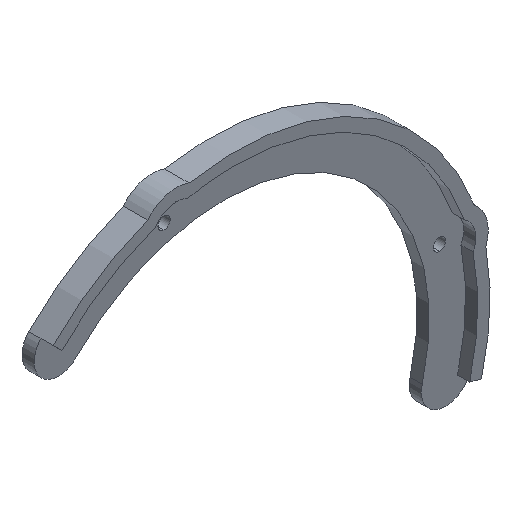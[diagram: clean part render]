
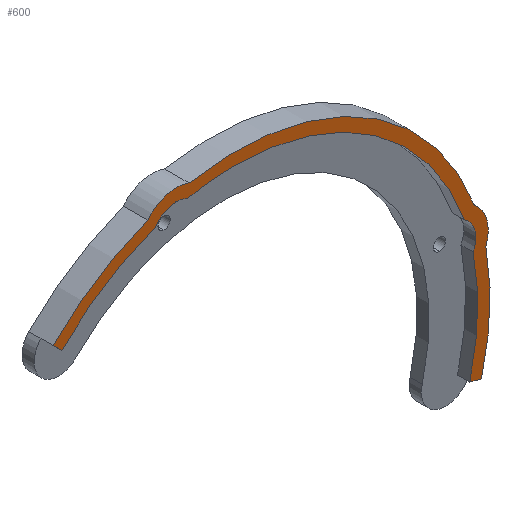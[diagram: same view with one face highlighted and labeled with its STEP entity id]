
A CAD part, isometric view. The second image highlights one B-rep face of the part: STEP entity #600.
In plain terms, the highlighted planar face has unit normal (0, -1, 0).
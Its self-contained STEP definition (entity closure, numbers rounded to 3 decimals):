
#6 = EDGE_CURVE ( 'NONE', #235, #89, #489, .T. ) ;
#13 = CIRCLE ( 'NONE', #105, 4. ) ;
#14 = EDGE_CURVE ( 'NONE', #494, #767, #108, .T. ) ;
#21 = DIRECTION ( 'NONE',  ( 0., -1., 0. ) ) ;
#23 = ORIENTED_EDGE ( 'NONE', *, *, #562, .F. ) ;
#29 = ORIENTED_EDGE ( 'NONE', *, *, #794, .F. ) ;
#34 = ORIENTED_EDGE ( 'NONE', *, *, #864, .F. ) ;
#37 = DIRECTION ( 'NONE',  ( 1., 0., 0. ) ) ;
#41 = DIRECTION ( 'NONE',  ( 0., -1., 0. ) ) ;
#44 = PLANE ( 'NONE',  #244 ) ;
#49 = CARTESIAN_POINT ( 'NONE',  ( 35.165, -0.5, 76.911 ) ) ;
#54 = CARTESIAN_POINT ( 'NONE',  ( 85.064, -0.5, 47.529 ) ) ;
#63 = CARTESIAN_POINT ( 'NONE',  ( 49.639, -0.5, 37.75 ) ) ;
#71 = ORIENTED_EDGE ( 'NONE', *, *, #588, .F. ) ;
#73 = EDGE_CURVE ( 'NONE', #599, #494, #220, .T. ) ;
#74 = DIRECTION ( 'NONE',  ( 0., -1., 0. ) ) ;
#75 = DIRECTION ( 'NONE',  ( 0., -1., 0. ) ) ;
#83 = CIRCLE ( 'NONE', #509, 6. ) ;
#84 = AXIS2_PLACEMENT_3D ( 'NONE', #63, #543, #271 ) ;
#89 = VERTEX_POINT ( 'NONE', #802 ) ;
#92 = CARTESIAN_POINT ( 'NONE',  ( 89.966, -0.5, 26.944 ) ) ;
#105 = AXIS2_PLACEMENT_3D ( 'NONE', #345, #159, #283 ) ;
#108 = CIRCLE ( 'NONE', #303, 39.75 ) ;
#109 = CARTESIAN_POINT ( 'NONE',  ( 39.86, -0.5, 77.175 ) ) ;
#112 = CARTESIAN_POINT ( 'NONE',  ( 39.86, -0.5, 73.175 ) ) ;
#116 = VERTEX_POINT ( 'NONE', #234 ) ;
#118 = DIRECTION ( 'NONE',  ( 0., -1., 0. ) ) ;
#141 = LINE ( 'NONE', #550, #487 ) ;
#146 = CARTESIAN_POINT ( 'NONE',  ( 36.436, -0.5, 75.243 ) ) ;
#159 = DIRECTION ( 'NONE',  ( 0., -1., 0. ) ) ;
#182 = DIRECTION ( 'NONE',  ( 0., -1., 0. ) ) ;
#183 = ORIENTED_EDGE ( 'NONE', *, *, #227, .T. ) ;
#186 = CARTESIAN_POINT ( 'NONE',  ( 49.639, -0.5, 37.75 ) ) ;
#207 = DIRECTION ( 'NONE',  ( 0., 0., -1. ) ) ;
#220 = CIRCLE ( 'NONE', #532, 4. ) ;
#227 = EDGE_CURVE ( 'NONE', #759, #408, #867, .T. ) ;
#234 = CARTESIAN_POINT ( 'NONE',  ( 89.966, -0.5, 26.944 ) ) ;
#235 = VERTEX_POINT ( 'NONE', #618 ) ;
#244 = AXIS2_PLACEMENT_3D ( 'NONE', #793, #377, #393 ) ;
#255 = ORIENTED_EDGE ( 'NONE', *, *, #693, .T. ) ;
#260 = CIRCLE ( 'NONE', #510, 41.75 ) ;
#262 = CARTESIAN_POINT ( 'NONE',  ( 88.799, -0.5, 52.224 ) ) ;
#271 = DIRECTION ( 'NONE',  ( 0., 0., -1. ) ) ;
#276 = AXIS2_PLACEMENT_3D ( 'NONE', #798, #182, #450 ) ;
#277 = DIRECTION ( 'NONE',  ( 0., -1., 0. ) ) ;
#283 = DIRECTION ( 'NONE',  ( 1., 0., 0. ) ) ;
#291 = CIRCLE ( 'NONE', #84, 41.75 ) ;
#298 = VERTEX_POINT ( 'NONE', #49 ) ;
#302 = DIRECTION ( 'NONE',  ( 1., 0., 0. ) ) ;
#303 = AXIS2_PLACEMENT_3D ( 'NONE', #186, #514, #302 ) ;
#314 = EDGE_CURVE ( 'NONE', #659, #235, #403, .T. ) ;
#320 = CARTESIAN_POINT ( 'NONE',  ( 88.034, -0.5, 27.462 ) ) ;
#338 = CARTESIAN_POINT ( 'NONE',  ( 39.86, -0.5, 73.175 ) ) ;
#345 = CARTESIAN_POINT ( 'NONE',  ( 39.86, -0.5, 73.175 ) ) ;
#358 = ORIENTED_EDGE ( 'NONE', *, *, #314, .F. ) ;
#360 = DIRECTION ( 'NONE',  ( -0.966, 0., 0.259 ) ) ;
#377 = DIRECTION ( 'NONE',  ( 0., -1., 0. ) ) ;
#393 = DIRECTION ( 'NONE',  ( 1., 0., 0. ) ) ;
#403 = CIRCLE ( 'NONE', #276, 39.75 ) ;
#408 = VERTEX_POINT ( 'NONE', #761 ) ;
#411 = CARTESIAN_POINT ( 'NONE',  ( 41.738, -0.5, 76.707 ) ) ;
#417 = LINE ( 'NONE', #92, #495 ) ;
#435 = EDGE_CURVE ( 'NONE', #408, #298, #83, .T. ) ;
#438 = CARTESIAN_POINT ( 'NONE',  ( 49.639, -0.5, 37.75 ) ) ;
#443 = CARTESIAN_POINT ( 'NONE',  ( 85.064, -0.5, 47.529 ) ) ;
#450 = DIRECTION ( 'NONE',  ( 1., 0., 0. ) ) ;
#452 = VERTEX_POINT ( 'NONE', #552 ) ;
#456 = CARTESIAN_POINT ( 'NONE',  ( 49.639, -0.5, 37.75 ) ) ;
#459 = DIRECTION ( 'NONE',  ( 0., 0., -1. ) ) ;
#471 = AXIS2_PLACEMENT_3D ( 'NONE', #625, #277, #676 ) ;
#472 = VERTEX_POINT ( 'NONE', #411 ) ;
#473 = DIRECTION ( 'NONE',  ( -0.718, 0., 0.696 ) ) ;
#487 = VECTOR ( 'NONE', #473, 1000. ) ;
#489 = CIRCLE ( 'NONE', #753, 4. ) ;
#494 = VERTEX_POINT ( 'NONE', #146 ) ;
#495 = VECTOR ( 'NONE', #360, 1000. ) ;
#496 = CARTESIAN_POINT ( 'NONE',  ( 49.639, -0.5, 37.75 ) ) ;
#499 = CARTESIAN_POINT ( 'NONE',  ( 19.675, -0.5, 66.823 ) ) ;
#509 = AXIS2_PLACEMENT_3D ( 'NONE', #338, #74, #207 ) ;
#510 = AXIS2_PLACEMENT_3D ( 'NONE', #438, #721, #516 ) ;
#514 = DIRECTION ( 'NONE',  ( 0., -1., 0. ) ) ;
#516 = DIRECTION ( 'NONE',  ( 0., 0., -1. ) ) ;
#532 = AXIS2_PLACEMENT_3D ( 'NONE', #112, #732, #577 ) ;
#533 = CARTESIAN_POINT ( 'NONE',  ( 21.111, -0.5, 65.431 ) ) ;
#543 = DIRECTION ( 'NONE',  ( 0., -1., 0. ) ) ;
#550 = CARTESIAN_POINT ( 'NONE',  ( 21.111, -0.5, 65.431 ) ) ;
#552 = CARTESIAN_POINT ( 'NONE',  ( 90.679, -0.5, 45.415 ) ) ;
#553 = ORIENTED_EDGE ( 'NONE', *, *, #770, .F. ) ;
#562 = EDGE_CURVE ( 'NONE', #116, #659, #417, .T. ) ;
#568 = ORIENTED_EDGE ( 'NONE', *, *, #73, .F. ) ;
#575 = FACE_OUTER_BOUND ( 'NONE', #748, .T. ) ;
#577 = DIRECTION ( 'NONE',  ( 1., 0., 0. ) ) ;
#583 = AXIS2_PLACEMENT_3D ( 'NONE', #456, #75, #459 ) ;
#588 = EDGE_CURVE ( 'NONE', #89, #663, #766, .T. ) ;
#591 = CARTESIAN_POINT ( 'NONE',  ( 49.639, -0.5, 77.5 ) ) ;
#599 = VERTEX_POINT ( 'NONE', #109 ) ;
#600 = ADVANCED_FACE ( 'NONE', ( #575 ), #44, .T. ) ;
#614 = VERTEX_POINT ( 'NONE', #499 ) ;
#618 = CARTESIAN_POINT ( 'NONE',  ( 88.596, -0.5, 45.651 ) ) ;
#625 = CARTESIAN_POINT ( 'NONE',  ( 49.639, -0.5, 37.75 ) ) ;
#637 = CIRCLE ( 'NONE', #698, 6. ) ;
#645 = EDGE_CURVE ( 'NONE', #298, #614, #260, .T. ) ;
#651 = AXIS2_PLACEMENT_3D ( 'NONE', #496, #21, #858 ) ;
#659 = VERTEX_POINT ( 'NONE', #320 ) ;
#660 = DIRECTION ( 'NONE',  ( 0., 0., -1. ) ) ;
#663 = VERTEX_POINT ( 'NONE', #591 ) ;
#676 = DIRECTION ( 'NONE',  ( 1., 0., 0. ) ) ;
#693 = EDGE_CURVE ( 'NONE', #452, #759, #637, .T. ) ;
#698 = AXIS2_PLACEMENT_3D ( 'NONE', #54, #118, #660 ) ;
#706 = ORIENTED_EDGE ( 'NONE', *, *, #435, .T. ) ;
#718 = ORIENTED_EDGE ( 'NONE', *, *, #6, .F. ) ;
#721 = DIRECTION ( 'NONE',  ( 0., -1., 0. ) ) ;
#732 = DIRECTION ( 'NONE',  ( 0., -1., 0. ) ) ;
#733 = ORIENTED_EDGE ( 'NONE', *, *, #14, .F. ) ;
#748 = EDGE_LOOP ( 'NONE', ( #778, #29, #733, #568, #34, #553, #71, #718, #358, #23, #800, #255, #183, #706 ) ) ;
#753 = AXIS2_PLACEMENT_3D ( 'NONE', #443, #41, #37 ) ;
#759 = VERTEX_POINT ( 'NONE', #262 ) ;
#761 = CARTESIAN_POINT ( 'NONE',  ( 41.974, -0.5, 78.79 ) ) ;
#764 = EDGE_CURVE ( 'NONE', #116, #452, #291, .T. ) ;
#766 = CIRCLE ( 'NONE', #651, 39.75 ) ;
#767 = VERTEX_POINT ( 'NONE', #533 ) ;
#770 = EDGE_CURVE ( 'NONE', #663, #472, #870, .T. ) ;
#778 = ORIENTED_EDGE ( 'NONE', *, *, #645, .T. ) ;
#793 = CARTESIAN_POINT ( 'NONE',  ( 49.639, -0.5, 37.75 ) ) ;
#794 = EDGE_CURVE ( 'NONE', #767, #614, #141, .T. ) ;
#798 = CARTESIAN_POINT ( 'NONE',  ( 49.639, -0.5, 37.75 ) ) ;
#800 = ORIENTED_EDGE ( 'NONE', *, *, #764, .T. ) ;
#802 = CARTESIAN_POINT ( 'NONE',  ( 87.132, -0.5, 50.953 ) ) ;
#858 = DIRECTION ( 'NONE',  ( 1., 0., 0. ) ) ;
#864 = EDGE_CURVE ( 'NONE', #472, #599, #13, .T. ) ;
#867 = CIRCLE ( 'NONE', #583, 41.75 ) ;
#870 = CIRCLE ( 'NONE', #471, 39.75 ) ;
